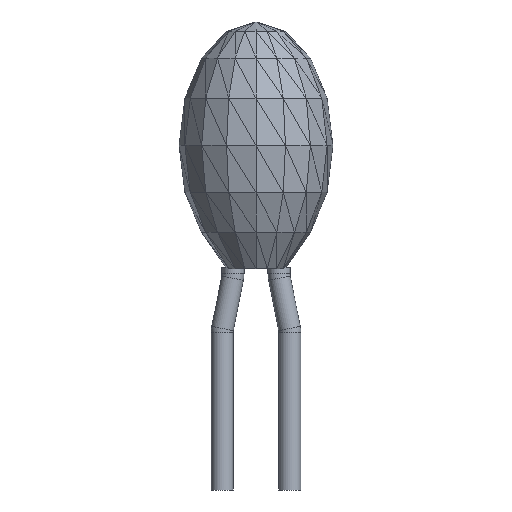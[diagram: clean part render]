
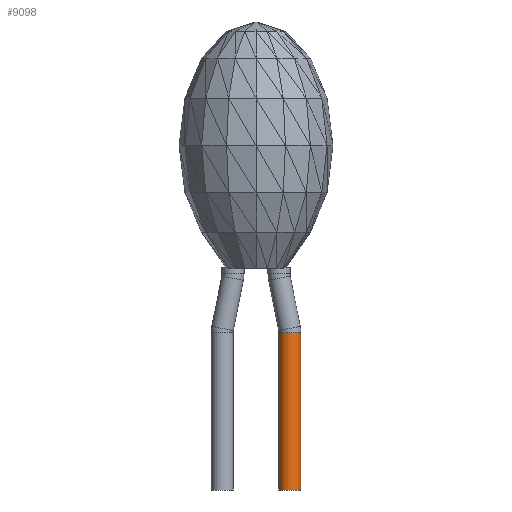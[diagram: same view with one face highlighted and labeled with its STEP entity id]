
A CAD part, front view. The second image highlights one B-rep face of the part: STEP entity #9098.
In plain terms, the highlighted cylindrical face has radius 0.178 mm (diameter 0.356 mm), a partial arc.
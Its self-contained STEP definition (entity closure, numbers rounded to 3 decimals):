
#8972=CARTESIAN_POINT('',(1.221,0.0,-3.582));
#8971=VERTEX_POINT('',#8972);
#8974=CARTESIAN_POINT('',(1.576,0.0,-3.582));
#8973=VERTEX_POINT('',#8974);
#8970=EDGE_CURVE($,#8971,#8973,#8975,.T.);
#8975=CIRCLE($,#8976,0.178);
#8977=CARTESIAN_POINT('',(1.398,0.0,-3.582));
#8976=AXIS2_PLACEMENT_3D($,#8977,#8978,#8979);
#8978=DIRECTION('',(0.0,0.0,1.0));
#8979=DIRECTION('',(1.0,0.0,0.0));
#9098=ADVANCED_FACE($,(#9104),#9099,.T.);
#9099=CYLINDRICAL_SURFACE($,#9100,0.178);
#9100=AXIS2_PLACEMENT_3D($,#9101,#9102,#9103);
#9101=CARTESIAN_POINT('',(1.398,0.0,-3.582));
#9102=DIRECTION('',(0.,0.,1.));
#9103=DIRECTION('',(0.0,1.0,0.0));
#9104=FACE_OUTER_BOUND($,#9105,.T.);
#9105=EDGE_LOOP($,(#9128, #9106, #9138, #9117));
#9133=CARTESIAN_POINT('',(1.221,0.0,-1.042));
#9132=VERTEX_POINT('',#9133);
#9129=EDGE_CURVE('',#8971,#9132,#9134,.T.);
#9134=LINE('',#8972,#9136);
#9136=VECTOR('',#9137,2.54);
#9137=DIRECTION('',(0.0,0.0,1.0));
#9128=ORIENTED_EDGE('',*,*,#9129,.F.);
#9106=ORIENTED_EDGE('',*,*,#8970,.T.);
#9141=CARTESIAN_POINT('',(1.576,0.0,-1.042));
#9140=VERTEX_POINT('',#9141);
#9139=EDGE_CURVE('',#9140,#8973,#9144,.T.);
#9144=LINE('',#9141,#9146);
#9146=VECTOR('',#9147,2.54);
#9147=DIRECTION('',(0.0,0.0,-1.0));
#9138=ORIENTED_EDGE('',*,*,#9139,.F.);
#9118=EDGE_CURVE($,#9132,#9140,#9123,.T.);
#9123=CIRCLE($,#9124,0.178);
#9125=CARTESIAN_POINT('',(1.398,0.0,-1.042));
#9124=AXIS2_PLACEMENT_3D($,#9125,#9126,#9127);
#9126=DIRECTION('',(0.0,0.0,1.0));
#9127=DIRECTION('',(1.0,0.0,0.0));
#9117=ORIENTED_EDGE('',*,*,#9118,.F.);
